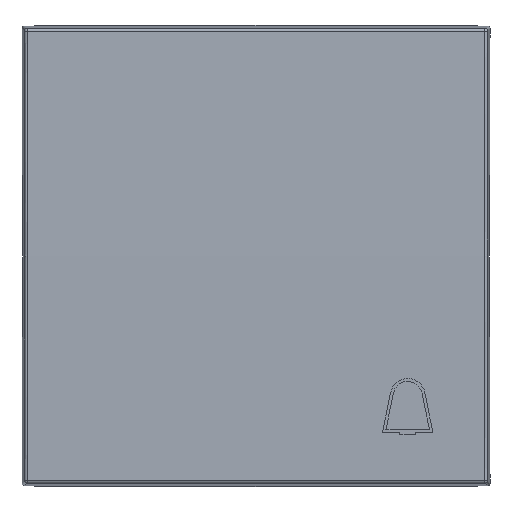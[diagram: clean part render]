
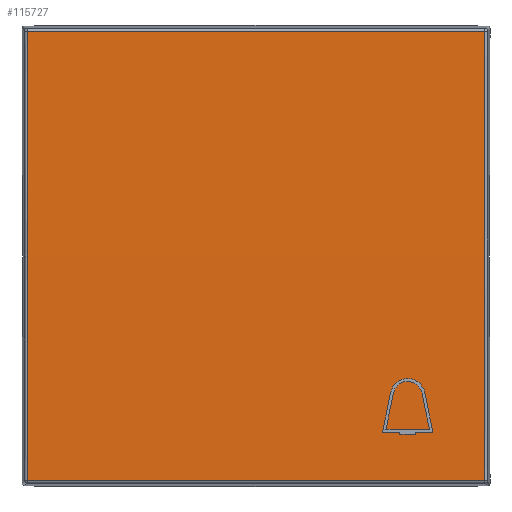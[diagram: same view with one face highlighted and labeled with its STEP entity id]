
A CAD part, top view. The second image highlights one B-rep face of the part: STEP entity #115727.
In plain terms, the highlighted cylindrical face has radius 1600 mm (diameter 3200 mm), a partial arc.
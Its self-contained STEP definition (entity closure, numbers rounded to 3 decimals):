
#82066=CARTESIAN_POINT('',(-27.202,7.71,
26.707));
#82067=CARTESIAN_POINT('',(-27.2,7.77,
23.124));
#82068=CARTESIAN_POINT('',(-27.196,7.864,
16.006));
#82069=CARTESIAN_POINT('',(-27.193,7.934,
5.746));
#82070=CARTESIAN_POINT('',(-27.193,7.938,
-4.91));
#82071=CARTESIAN_POINT('',(-27.196,7.867,
-15.784));
#82072=CARTESIAN_POINT('',(-27.2,7.771,
-23.056));
#82073=CARTESIAN_POINT('',(-27.202,7.71,
-26.707));
#82075=DIRECTION('',(1.,0.,0.));
#82076=VECTOR('',#82075,54.405);
#82077=CARTESIAN_POINT('',(-27.202,7.71,
-26.707));
#82078=LINE('32899',#82077,#82076);
#82079=CARTESIAN_POINT('',(27.202,7.71,
-26.707));
#82080=CARTESIAN_POINT('',(27.2,7.77,
-23.124));
#82081=CARTESIAN_POINT('',(27.196,7.864,
-16.006));
#82082=CARTESIAN_POINT('',(27.193,7.934,
-5.745));
#82083=CARTESIAN_POINT('',(27.193,7.938,4.91));
#82084=CARTESIAN_POINT('',(27.196,7.867,15.784));
#82085=CARTESIAN_POINT('',(27.2,7.771,23.056));
#82086=CARTESIAN_POINT('',(27.202,7.71,26.707));
#82088=DIRECTION('',(-1.,0.,0.));
#82089=VECTOR('',#82088,54.405);
#82090=CARTESIAN_POINT('',(27.202,7.71,26.707));
#82091=LINE('32905',#82090,#82089);
#85856=VERTEX_POINT('',#82066);
#85857=VERTEX_POINT('',#82073);
#85858=CARTESIAN_POINT('',(27.202,7.71,
-26.707));
#85859=VERTEX_POINT('',#85858);
#85860=VERTEX_POINT('',#82086);
#115716=CARTESIAN_POINT('',(-27.8,-1592.067,0.));
#115717=DIRECTION('',(1.,0.,0.));
#115718=DIRECTION('',(0.,0.,-1.));
#115719=AXIS2_PLACEMENT_3D('',#115716,#115717,#115718);
#115720=CYLINDRICAL_SURFACE('32885',#115719,1600.);
#115721=ORIENTED_EDGE('32896',*,*,#115605,.T.);
#115722=ORIENTED_EDGE('32899',*,*,#115631,.T.);
#115723=ORIENTED_EDGE('32902',*,*,#115685,.T.);
#115724=ORIENTED_EDGE('32905',*,*,#115710,.T.);
#115725=EDGE_LOOP('32885',(#115721,#115722,#115723,#115724));
#115726=FACE_OUTER_BOUND('32885',#115725,.F.);
#82074=B_SPLINE_CURVE_WITH_KNOTS('32896',3,(#82066,#82067,#82068,#82069,#82070,
#82071,#82072,#82073),.UNSPECIFIED.,.F.,.F.,(4,1,1,1,1,4),(0.,0.2,0.4,
0.6,0.8,1.),.UNSPECIFIED.);
#82087=B_SPLINE_CURVE_WITH_KNOTS('32902',3,(#82079,#82080,#82081,#82082,#82083,
#82084,#82085,#82086),.UNSPECIFIED.,.F.,.F.,(4,1,1,1,1,4),(0.,0.2,0.4,
0.6,0.8,1.),.UNSPECIFIED.);
#115605=EDGE_CURVE('32896',#85856,#85857,#82074,.T.);
#115631=EDGE_CURVE('32899',#85857,#85859,#82078,.T.);
#115685=EDGE_CURVE('32902',#85859,#85860,#82087,.T.);
#115710=EDGE_CURVE('32905',#85860,#85856,#82091,.T.);
#115727=ADVANCED_FACE('32885',(#115726),#115720,.T.);
